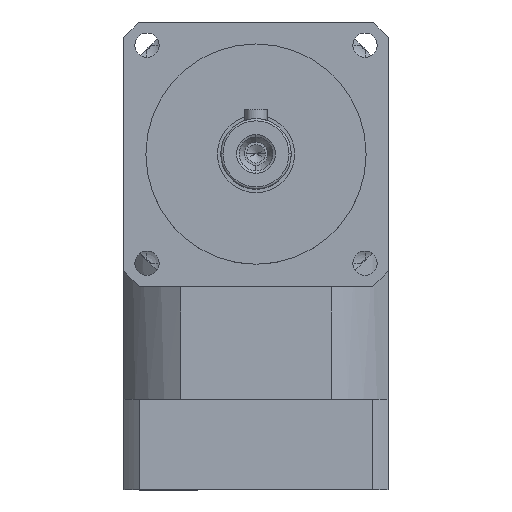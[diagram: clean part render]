
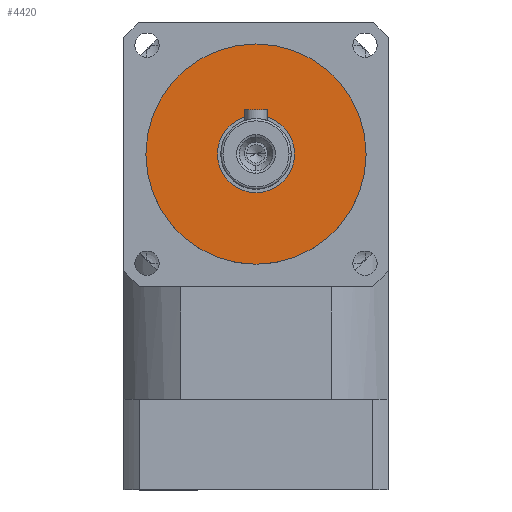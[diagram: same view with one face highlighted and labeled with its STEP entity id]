
A CAD part, top view. The second image highlights one B-rep face of the part: STEP entity #4420.
In plain terms, the highlighted planar face has unit normal (0, 0, 1).
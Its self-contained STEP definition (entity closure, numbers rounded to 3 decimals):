
#204 = CARTESIAN_POINT ( 'NONE',  ( -25., 0., 46.5 ) ) ;
#788 = AXIS2_PLACEMENT_3D ( 'NONE', #7391, #2619, #8207 ) ;
#1144 = AXIS2_PLACEMENT_3D ( 'NONE', #7820, #3084, #8631 ) ;
#2214 = ORIENTED_EDGE ( 'NONE', *, *, #9836, .T. ) ;
#2619 = DIRECTION ( 'NONE',  ( 0., 0., 1. ) ) ;
#3084 = DIRECTION ( 'NONE',  ( 0., 0., 1. ) ) ;
#3690 = PLANE ( 'NONE',  #4662 ) ;
#4420 = ADVANCED_FACE ( 'NONE', ( #6005 ), #3690, .T. ) ;
#4512 = EDGE_CURVE ( 'NONE', #7135, #8294, #8998, .T. ) ;
#4662 = AXIS2_PLACEMENT_3D ( 'NONE', #5243, #10035, #5272 ) ;
#5243 = CARTESIAN_POINT ( 'NONE',  ( 0., 0., 46.5 ) ) ;
#5272 = DIRECTION ( 'NONE',  ( 1., 0., 0. ) ) ;
#6005 = FACE_OUTER_BOUND ( 'NONE', #10097, .T. ) ;
#6968 = ORIENTED_EDGE ( 'NONE', *, *, #4512, .T. ) ;
#7008 = CARTESIAN_POINT ( 'NONE',  ( 25., 0., 46.5 ) ) ;
#7135 = VERTEX_POINT ( 'NONE', #204 ) ;
#7391 = CARTESIAN_POINT ( 'NONE',  ( 0., 0., 46.5 ) ) ;
#7820 = CARTESIAN_POINT ( 'NONE',  ( 0., 0., 46.5 ) ) ;
#8207 = DIRECTION ( 'NONE',  ( 1., 0., 0. ) ) ;
#8294 = VERTEX_POINT ( 'NONE', #7008 ) ;
#8631 = DIRECTION ( 'NONE',  ( 1., 0., 0. ) ) ;
#8998 = CIRCLE ( 'NONE', #1144, 25. ) ;
#9836 = EDGE_CURVE ( 'NONE', #8294, #7135, #10173, .T. ) ;
#10035 = DIRECTION ( 'NONE',  ( 0., 0., 1. ) ) ;
#10097 = EDGE_LOOP ( 'NONE', ( #6968, #2214 ) ) ;
#10173 = CIRCLE ( 'NONE', #788, 25. ) ;
